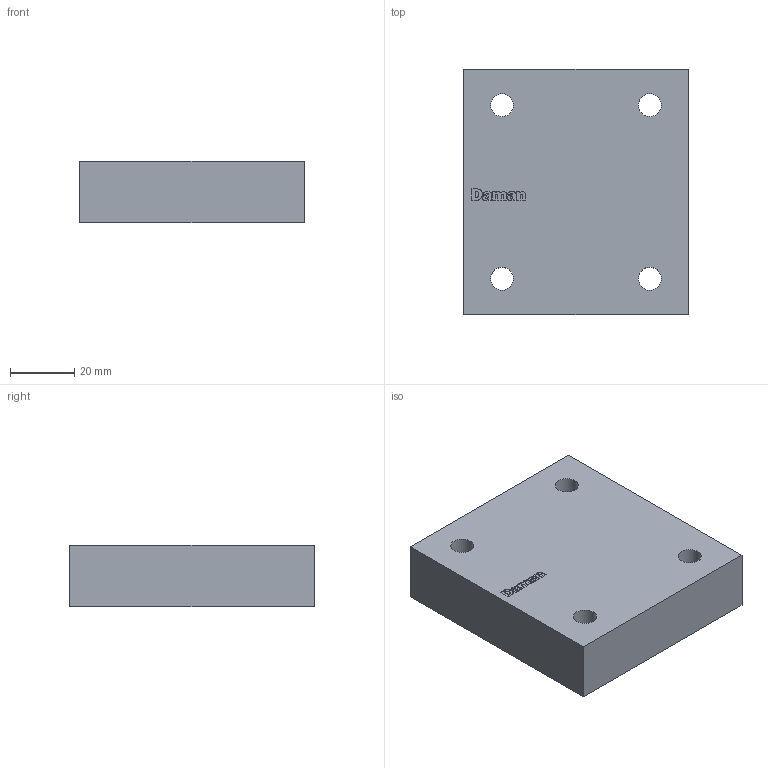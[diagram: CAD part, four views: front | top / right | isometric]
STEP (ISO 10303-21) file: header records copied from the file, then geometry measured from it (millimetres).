
FILE_DESCRIPTION( ( 'STEP AP214' ), ' ' );
FILE_NAME( 'AD05CPS.stp', '2018-02-22T18:24:18', ( '' ), ( '' ), ' ', 'PARTsolutions', ' ' );
FILE_SCHEMA( ( 'AUTOMOTIVE_DESIGN { 1 0 10303 214 1 1 1 1 }' ) );
Length unit declared in the file: inch
Products named in the file (1): _AD05CPS
Bounding box: 69.85 x 76.2 x 19.05 mm (x, y, z)
Volume: 95236.6 mm3; surface area: 18533.7 mm2
Topology: 1 solids, 1 shells, 134 faces, 360 edges, 241 vertices
Faces by surface type: plane 85, cylinder 46, cone 3
Full cylindrical faces by diameter (mm): 7.137 x4, 11.125 x3, 15.875 x5
Entity records: 5160 total; most frequent: CARTESIAN_POINT 706, DIRECTION 698, ORIENTED_EDGE 672, EDGE_CURVE 336, LINE 244, VECTOR 244, VERTEX_POINT 235, AXIS2_PLACEMENT_3D 227
